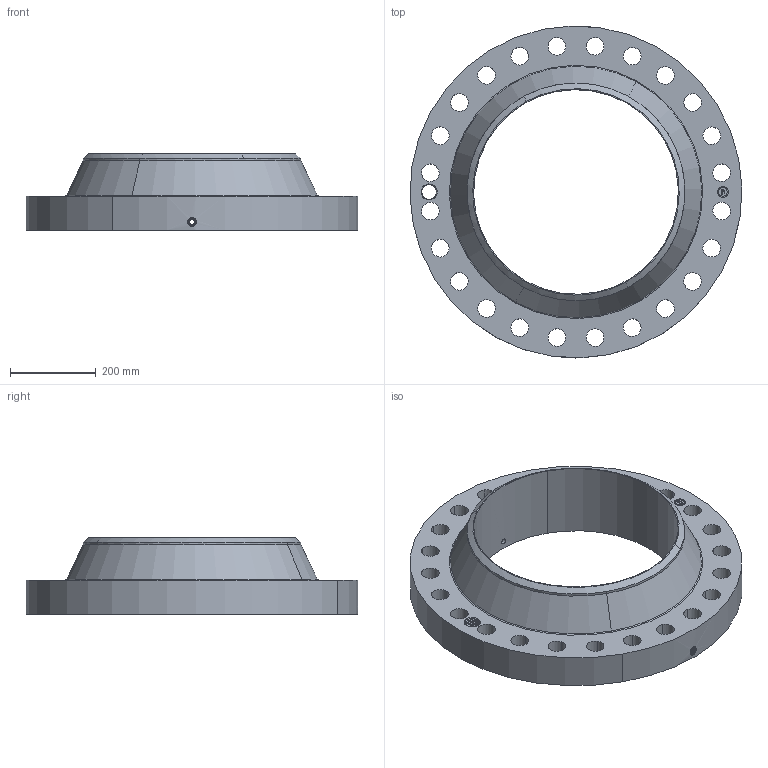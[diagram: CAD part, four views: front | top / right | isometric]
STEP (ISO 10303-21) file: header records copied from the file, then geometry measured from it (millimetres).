
FILE_DESCRIPTION(('3D STEP'),'2;1');
FILE_NAME('20-400-RTJ-WELD-NECK-40-ORIF-FLANGE.stp','2013-10-21T07:53:55+00:00',('Texas Flange'),(''),'CATIA Version 5 Release 20 SP 6 (IN-10)','CATIA V5 STEP AP214','800-826-3801');
FILE_SCHEMA(('AUTOMOTIVE_DESIGN { 1 0 10303 214 1 1 1 1 }'));
Length unit declared in the file: inch
Products named in the file (1): 20-400-RTJ-WELD-NECK-40-ORIF-FLANGE
Bounding box: 774.48 x 774.7 x 177.67 mm (x, y, z)
Volume: 25288416.7 mm3; surface area: 1376098.9 mm2
Topology: 1 solids, 1 shells, 831 faces, 2259 edges, 1450 vertices
Faces by surface type: plane 370, bspline 267, cylinder 131, cone 53, torus 6, revolution 4
Entity records: 35148 total; most frequent: CARTESIAN_POINT 14634, ORIENTED_EDGE 4518, EDGE_CURVE 2259, DIRECTION 2222, VERTEX_POINT 1450, VECTOR 1223, LINE 1223, EDGE_LOOP 907
